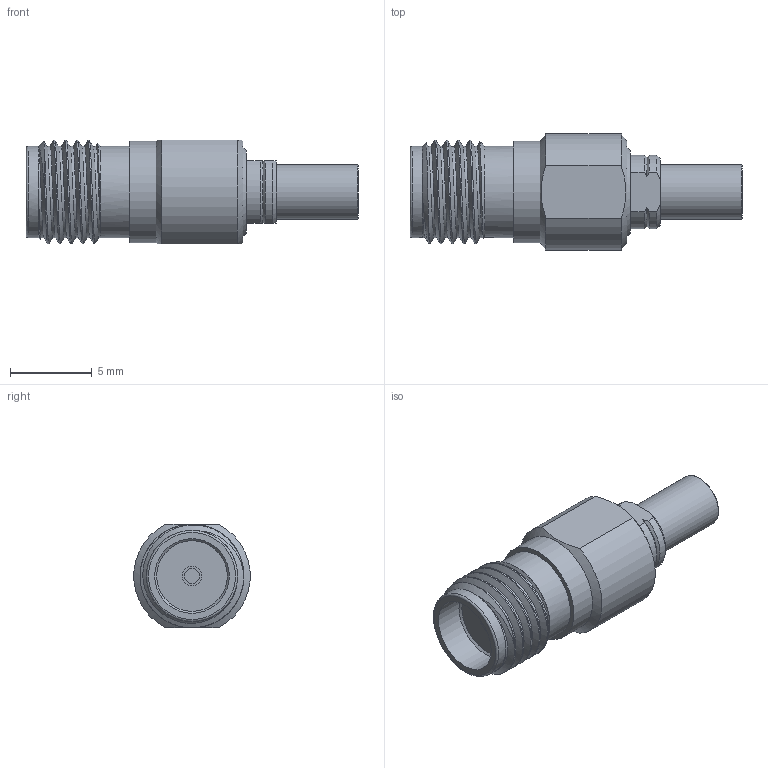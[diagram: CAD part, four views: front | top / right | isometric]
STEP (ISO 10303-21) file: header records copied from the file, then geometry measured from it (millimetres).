
FILE_DESCRIPTION (( 'STEP AP203' ), '1' );
FILE_NAME ('PE91299_3D.step', '2021-09-09T18:33:18', ( '' ), ( '' ), 'SwSTEP 2.0', 'SolidWorks 2021', '' );
FILE_SCHEMA (( 'CONFIG_CONTROL_DESIGN' ));
Length unit declared in the file: inch
Products named in the file (1): PE91299_3D
Bounding box: 20.32 x 7.1 x 6.35 mm (x, y, z)
Volume: 450.9 mm3; surface area: 500.6 mm2
Topology: 1 solids, 2 shells, 59 faces, 128 edges, 81 vertices
Faces by surface type: cylinder 21, plane 17, cone 15, bspline 3, torus 2, sphere 1
Full cylindrical faces by diameter (mm): 0.229 x1, 0.914 x1, 0.94 x1, 1.194 x1, 1.768 x1, 1.905 x1, 2.195 x1, 2.667 x1, 2.758 x1, 3.322 x1, 4.572 x1, 5.582 x2, 6.187 x1
Entity records: 2653 total; most frequent: CARTESIAN_POINT 1455, DIRECTION 232, ORIENTED_EDGE 192, AXIS2_PLACEMENT_3D 108, EDGE_CURVE 96, EDGE_LOOP 94, FACE_OUTER_BOUND 75, VERTEX_POINT 74
